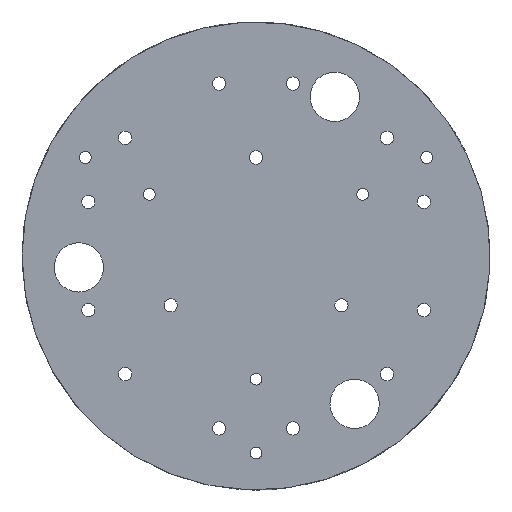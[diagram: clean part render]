
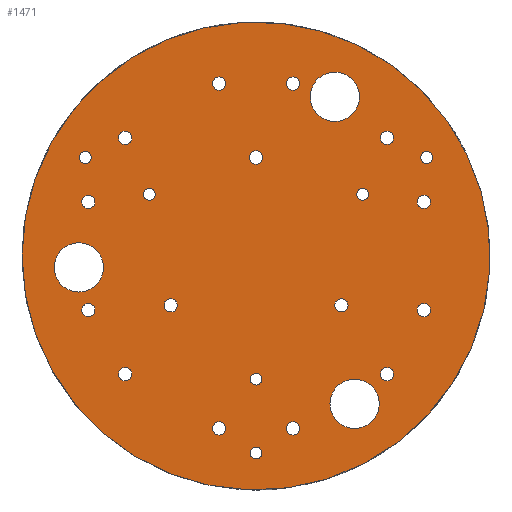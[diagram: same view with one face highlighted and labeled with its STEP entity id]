
A CAD part, front view. The second image highlights one B-rep face of the part: STEP entity #1471.
In plain terms, the highlighted planar face has unit normal (0, -1, 0).
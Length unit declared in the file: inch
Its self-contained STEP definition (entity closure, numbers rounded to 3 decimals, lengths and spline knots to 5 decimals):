
#236=PLANE($,#1646);
#288=FACE_BOUND($,#508,.T.);
#289=FACE_BOUND($,#509,.T.);
#290=FACE_BOUND($,#510,.T.);
#291=FACE_BOUND($,#511,.T.);
#292=FACE_BOUND($,#512,.T.);
#293=FACE_BOUND($,#513,.T.);
#294=FACE_BOUND($,#514,.T.);
#295=FACE_BOUND($,#515,.T.);
#296=FACE_BOUND($,#516,.T.);
#297=FACE_BOUND($,#517,.T.);
#298=FACE_BOUND($,#518,.T.);
#299=FACE_BOUND($,#519,.T.);
#300=FACE_BOUND($,#520,.T.);
#301=FACE_BOUND($,#521,.T.);
#302=FACE_BOUND($,#522,.T.);
#303=FACE_BOUND($,#523,.T.);
#304=FACE_BOUND($,#524,.T.);
#305=FACE_BOUND($,#525,.T.);
#306=FACE_BOUND($,#526,.T.);
#307=FACE_BOUND($,#527,.T.);
#308=FACE_BOUND($,#528,.T.);
#309=FACE_BOUND($,#529,.T.);
#310=FACE_BOUND($,#530,.T.);
#311=FACE_BOUND($,#531,.T.);
#312=FACE_BOUND($,#532,.T.);
#508=EDGE_LOOP($,(#1329));
#509=EDGE_LOOP($,(#1330));
#510=EDGE_LOOP($,(#1331));
#511=EDGE_LOOP($,(#1332));
#512=EDGE_LOOP($,(#1333));
#513=EDGE_LOOP($,(#1334));
#514=EDGE_LOOP($,(#1335));
#515=EDGE_LOOP($,(#1336));
#516=EDGE_LOOP($,(#1337));
#517=EDGE_LOOP($,(#1338));
#518=EDGE_LOOP($,(#1339));
#519=EDGE_LOOP($,(#1340));
#520=EDGE_LOOP($,(#1341));
#521=EDGE_LOOP($,(#1342));
#522=EDGE_LOOP($,(#1343));
#523=EDGE_LOOP($,(#1344));
#524=EDGE_LOOP($,(#1345));
#525=EDGE_LOOP($,(#1346));
#526=EDGE_LOOP($,(#1347));
#527=EDGE_LOOP($,(#1348));
#528=EDGE_LOOP($,(#1349));
#529=EDGE_LOOP($,(#1350));
#530=EDGE_LOOP($,(#1351));
#531=EDGE_LOOP($,(#1352));
#532=EDGE_LOOP($,(#1353));
#533=CIRCLE($,#1476,0.0675);
#535=CIRCLE($,#1479,0.0675);
#537=CIRCLE($,#1482,0.0675);
#539=CIRCLE($,#1485,0.0675);
#541=CIRCLE($,#1488,0.0675);
#543=CIRCLE($,#1491,0.0675);
#545=CIRCLE($,#1494,0.0675);
#547=CIRCLE($,#1497,0.0675);
#549=CIRCLE($,#1500,0.0675);
#551=CIRCLE($,#1503,0.0675);
#553=CIRCLE($,#1506,0.0675);
#555=CIRCLE($,#1509,0.0675);
#557=CIRCLE($,#1512,0.25);
#559=CIRCLE($,#1517,0.06);
#561=CIRCLE($,#1522,0.06);
#563=CIRCLE($,#1525,0.0675);
#565=CIRCLE($,#1528,0.25);
#567=CIRCLE($,#1533,0.06);
#569=CIRCLE($,#1538,0.06);
#571=CIRCLE($,#1541,0.0675);
#605=CIRCLE($,#1586,2.375);
#615=CIRCLE($,#1612,0.0675);
#616=CIRCLE($,#1614,0.25);
#617=CIRCLE($,#1616,0.06);
#619=CIRCLE($,#1619,0.06);
#630=VERTEX_POINT($,#2091);
#632=VERTEX_POINT($,#2096);
#634=VERTEX_POINT($,#2101);
#636=VERTEX_POINT($,#2106);
#638=VERTEX_POINT($,#2111);
#640=VERTEX_POINT($,#2116);
#642=VERTEX_POINT($,#2121);
#644=VERTEX_POINT($,#2126);
#646=VERTEX_POINT($,#2131);
#648=VERTEX_POINT($,#2136);
#650=VERTEX_POINT($,#2141);
#652=VERTEX_POINT($,#2146);
#654=VERTEX_POINT($,#2151);
#664=VERTEX_POINT($,#2174);
#674=VERTEX_POINT($,#2197);
#676=VERTEX_POINT($,#2202);
#678=VERTEX_POINT($,#2207);
#688=VERTEX_POINT($,#2230);
#698=VERTEX_POINT($,#2253);
#700=VERTEX_POINT($,#2258);
#734=VERTEX_POINT($,#2357);
#751=VERTEX_POINT($,#2420);
#752=VERTEX_POINT($,#2423);
#753=VERTEX_POINT($,#2426);
#755=VERTEX_POINT($,#2431);
#775=EDGE_CURVE($,#630,#630,#533,.T.);
#777=EDGE_CURVE($,#632,#632,#535,.T.);
#779=EDGE_CURVE($,#634,#634,#537,.T.);
#781=EDGE_CURVE($,#636,#636,#539,.T.);
#783=EDGE_CURVE($,#638,#638,#541,.T.);
#785=EDGE_CURVE($,#640,#640,#543,.T.);
#787=EDGE_CURVE($,#642,#642,#545,.T.);
#789=EDGE_CURVE($,#644,#644,#547,.T.);
#791=EDGE_CURVE($,#646,#646,#549,.T.);
#793=EDGE_CURVE($,#648,#648,#551,.T.);
#795=EDGE_CURVE($,#650,#650,#553,.T.);
#797=EDGE_CURVE($,#652,#652,#555,.T.);
#799=EDGE_CURVE($,#654,#654,#557,.T.);
#809=EDGE_CURVE($,#664,#664,#559,.T.);
#819=EDGE_CURVE($,#674,#674,#561,.T.);
#821=EDGE_CURVE($,#676,#676,#563,.T.);
#823=EDGE_CURVE($,#678,#678,#565,.T.);
#833=EDGE_CURVE($,#688,#688,#567,.T.);
#843=EDGE_CURVE($,#698,#698,#569,.T.);
#845=EDGE_CURVE($,#700,#700,#571,.T.);
#899=EDGE_CURVE($,#734,#734,#605,.T.);
#929=EDGE_CURVE($,#751,#751,#615,.T.);
#930=EDGE_CURVE($,#752,#752,#616,.T.);
#931=EDGE_CURVE($,#753,#753,#617,.T.);
#933=EDGE_CURVE($,#755,#755,#619,.T.);
#1329=ORIENTED_EDGE($,*,*,#775,.T.);
#1330=ORIENTED_EDGE($,*,*,#777,.T.);
#1331=ORIENTED_EDGE($,*,*,#779,.T.);
#1332=ORIENTED_EDGE($,*,*,#781,.T.);
#1333=ORIENTED_EDGE($,*,*,#783,.T.);
#1334=ORIENTED_EDGE($,*,*,#785,.T.);
#1335=ORIENTED_EDGE($,*,*,#787,.T.);
#1336=ORIENTED_EDGE($,*,*,#789,.T.);
#1337=ORIENTED_EDGE($,*,*,#791,.T.);
#1338=ORIENTED_EDGE($,*,*,#793,.T.);
#1339=ORIENTED_EDGE($,*,*,#795,.T.);
#1340=ORIENTED_EDGE($,*,*,#797,.T.);
#1341=ORIENTED_EDGE($,*,*,#799,.T.);
#1342=ORIENTED_EDGE($,*,*,#809,.T.);
#1343=ORIENTED_EDGE($,*,*,#819,.T.);
#1344=ORIENTED_EDGE($,*,*,#821,.T.);
#1345=ORIENTED_EDGE($,*,*,#823,.T.);
#1346=ORIENTED_EDGE($,*,*,#833,.T.);
#1347=ORIENTED_EDGE($,*,*,#843,.T.);
#1348=ORIENTED_EDGE($,*,*,#845,.T.);
#1349=ORIENTED_EDGE($,*,*,#929,.T.);
#1350=ORIENTED_EDGE($,*,*,#930,.T.);
#1351=ORIENTED_EDGE($,*,*,#931,.T.);
#1352=ORIENTED_EDGE($,*,*,#933,.T.);
#1353=ORIENTED_EDGE($,*,*,#899,.T.);
#1471=ADVANCED_FACE($,(#288,#289,#290,#291,#292,#293,#294,#295,#296,#297,
#298,#299,#300,#301,#302,#303,#304,#305,#306,#307,#308,#309,#310,#311,#312),
#236,.F.);
#1476=AXIS2_PLACEMENT_3D($,#2092,#1651,#1652);
#1479=AXIS2_PLACEMENT_3D($,#2097,#1657,#1658);
#1482=AXIS2_PLACEMENT_3D($,#2102,#1663,#1664);
#1485=AXIS2_PLACEMENT_3D($,#2107,#1669,#1670);
#1488=AXIS2_PLACEMENT_3D($,#2112,#1675,#1676);
#1491=AXIS2_PLACEMENT_3D($,#2117,#1681,#1682);
#1494=AXIS2_PLACEMENT_3D($,#2122,#1687,#1688);
#1497=AXIS2_PLACEMENT_3D($,#2127,#1693,#1694);
#1500=AXIS2_PLACEMENT_3D($,#2132,#1699,#1700);
#1503=AXIS2_PLACEMENT_3D($,#2137,#1705,#1706);
#1506=AXIS2_PLACEMENT_3D($,#2142,#1711,#1712);
#1509=AXIS2_PLACEMENT_3D($,#2147,#1717,#1718);
#1512=AXIS2_PLACEMENT_3D($,#2152,#1723,#1724);
#1517=AXIS2_PLACEMENT_3D($,#2175,#1741,#1742);
#1522=AXIS2_PLACEMENT_3D($,#2198,#1759,#1760);
#1525=AXIS2_PLACEMENT_3D($,#2203,#1765,#1766);
#1528=AXIS2_PLACEMENT_3D($,#2208,#1771,#1772);
#1533=AXIS2_PLACEMENT_3D($,#2231,#1789,#1790);
#1538=AXIS2_PLACEMENT_3D($,#2254,#1807,#1808);
#1541=AXIS2_PLACEMENT_3D($,#2259,#1813,#1814);
#1586=AXIS2_PLACEMENT_3D($,#2358,#1923,#1924);
#1612=AXIS2_PLACEMENT_3D($,#2421,#1995,#1996);
#1614=AXIS2_PLACEMENT_3D($,#2424,#1999,#2000);
#1616=AXIS2_PLACEMENT_3D($,#2427,#2003,#2004);
#1619=AXIS2_PLACEMENT_3D($,#2432,#2009,#2010);
#1646=AXIS2_PLACEMENT_3D($,#2502,#2087,#2088);
#1651=DIRECTION('center_axis',(0.,1.,0.));
#1652=DIRECTION('ref_axis',(-0.5,0.,-0.866));
#1657=DIRECTION('center_axis',(0.,1.,0.));
#1658=DIRECTION('ref_axis',(-0.5,0.,-0.866));
#1663=DIRECTION('center_axis',(0.,1.,0.));
#1664=DIRECTION('ref_axis',(0.5,0.,-0.866));
#1669=DIRECTION('center_axis',(0.,1.,0.));
#1670=DIRECTION('ref_axis',(0.5,0.,-0.866));
#1675=DIRECTION('center_axis',(0.,1.,0.));
#1676=DIRECTION('ref_axis',(1.,0.,0.));
#1681=DIRECTION('center_axis',(0.,1.,0.));
#1682=DIRECTION('ref_axis',(1.,0.,0.));
#1687=DIRECTION('center_axis',(0.,1.,0.));
#1688=DIRECTION('ref_axis',(0.5,0.,0.866));
#1693=DIRECTION('center_axis',(0.,1.,0.));
#1694=DIRECTION('ref_axis',(0.5,0.,0.866));
#1699=DIRECTION('center_axis',(0.,1.,0.));
#1700=DIRECTION('ref_axis',(-0.5,0.,0.866));
#1705=DIRECTION('center_axis',(0.,1.,0.));
#1706=DIRECTION('ref_axis',(-0.5,0.,0.866));
#1711=DIRECTION('center_axis',(0.,1.,0.));
#1712=DIRECTION('ref_axis',(-1.,0.,0.));
#1717=DIRECTION('center_axis',(0.,1.,0.));
#1718=DIRECTION('ref_axis',(-1.,0.,0.));
#1723=DIRECTION('center_axis',(0.,1.,0.));
#1724=DIRECTION('ref_axis',(0.5,0.,-0.866));
#1741=DIRECTION('center_axis',(0.,1.,0.));
#1742=DIRECTION('ref_axis',(0.5,0.,-0.866));
#1759=DIRECTION('center_axis',(0.,1.,0.));
#1760=DIRECTION('ref_axis',(0.5,0.,-0.866));
#1765=DIRECTION('center_axis',(0.,1.,0.));
#1766=DIRECTION('ref_axis',(0.5,0.,-0.866));
#1771=DIRECTION('center_axis',(0.,1.,0.));
#1772=DIRECTION('ref_axis',(0.5,0.,0.866));
#1789=DIRECTION('center_axis',(0.,1.,0.));
#1790=DIRECTION('ref_axis',(0.5,0.,0.866));
#1807=DIRECTION('center_axis',(0.,1.,0.));
#1808=DIRECTION('ref_axis',(0.5,0.,0.866));
#1813=DIRECTION('center_axis',(0.,1.,0.));
#1814=DIRECTION('ref_axis',(0.5,0.,0.866));
#1923=DIRECTION('center_axis',(0.,-1.,0.));
#1924=DIRECTION('ref_axis',(1.,0.,0.));
#1995=DIRECTION('center_axis',(0.,1.,0.));
#1996=DIRECTION('ref_axis',(-1.,0.,0.));
#1999=DIRECTION('center_axis',(0.,1.,0.));
#2000=DIRECTION('ref_axis',(-1.,0.,0.));
#2003=DIRECTION('center_axis',(0.,1.,0.));
#2004=DIRECTION('ref_axis',(-1.,0.,0.));
#2009=DIRECTION('center_axis',(0.,1.,0.));
#2010=DIRECTION('ref_axis',(-1.,0.,0.));
#2087=DIRECTION('center_axis',(0.,1.,0.));
#2088=DIRECTION('ref_axis',(0.,0.,1.));
#2091=CARTESIAN_POINT('',(-1.66929,0.,0.6087));
#2092=CARTESIAN_POINT('Origin',(-1.70304,0.,0.55024));
#2096=CARTESIAN_POINT('',(-1.29429,0.,1.25822));
#2097=CARTESIAN_POINT('Origin',(-1.32804,0.,1.19976));
#2101=CARTESIAN_POINT('',(-1.36179,0.,-1.1413));
#2102=CARTESIAN_POINT('Origin',(-1.32804,0.,-1.19976));
#2106=CARTESIAN_POINT('',(-1.73679,0.,-0.49178));
#2107=CARTESIAN_POINT('Origin',(-1.70304,0.,-0.55024));
#2111=CARTESIAN_POINT('',(0.3075,0.,-1.75));
#2112=CARTESIAN_POINT('Origin',(0.375,0.,-1.75));
#2116=CARTESIAN_POINT('',(-0.4425,0.,-1.75));
#2117=CARTESIAN_POINT('Origin',(-0.375,0.,-1.75));
#2121=CARTESIAN_POINT('',(1.66929,0.,-0.6087));
#2122=CARTESIAN_POINT('Origin',(1.70304,0.,-0.55024));
#2126=CARTESIAN_POINT('',(1.29429,0.,-1.25822));
#2127=CARTESIAN_POINT('Origin',(1.32804,0.,-1.19976));
#2131=CARTESIAN_POINT('',(1.36179,0.,1.1413));
#2132=CARTESIAN_POINT('Origin',(1.32804,0.,1.19976));
#2136=CARTESIAN_POINT('',(1.73679,0.,0.49178));
#2137=CARTESIAN_POINT('Origin',(1.70304,0.,0.55024));
#2141=CARTESIAN_POINT('',(-0.3075,0.,1.75));
#2142=CARTESIAN_POINT('Origin',(-0.375,0.,1.75));
#2146=CARTESIAN_POINT('',(0.4425,0.,1.75));
#2147=CARTESIAN_POINT('Origin',(0.375,0.,1.75));
#2151=CARTESIAN_POINT('',(0.67404,0.,1.83253));
#2152=CARTESIAN_POINT('Origin',(0.79904,0.,1.61603));
#2174=CARTESIAN_POINT('',(1.70205,0.,1.05196));
#2175=CARTESIAN_POINT('Origin',(1.73205,0.,1.));
#2197=CARTESIAN_POINT('',(1.05253,0.,0.67696));
#2198=CARTESIAN_POINT('Origin',(1.08253,0.,0.625));
#2202=CARTESIAN_POINT('',(-0.89978,0.,-0.44154));
#2203=CARTESIAN_POINT('Origin',(-0.86603,0.,-0.5));
#2207=CARTESIAN_POINT('',(-1.92404,0.,-0.33253));
#2208=CARTESIAN_POINT('Origin',(-1.79904,0.,-0.11603));
#2230=CARTESIAN_POINT('',(-1.76205,0.,0.94804));
#2231=CARTESIAN_POINT('Origin',(-1.73205,0.,1.));
#2253=CARTESIAN_POINT('',(-1.11253,0.,0.57304));
#2254=CARTESIAN_POINT('Origin',(-1.08253,0.,0.625));
#2258=CARTESIAN_POINT('',(0.83228,0.,-0.55846));
#2259=CARTESIAN_POINT('Origin',(0.86603,0.,-0.5));
#2357=CARTESIAN_POINT('',(-2.375,0.,0.));
#2358=CARTESIAN_POINT('Origin',(0.,0.,0.));
#2420=CARTESIAN_POINT('',(0.0675,0.,1.));
#2421=CARTESIAN_POINT('Origin',(0.,0.,1.));
#2423=CARTESIAN_POINT('',(1.25,0.,-1.5));
#2424=CARTESIAN_POINT('Origin',(1.,0.,-1.5));
#2426=CARTESIAN_POINT('',(0.06,0.,-2.));
#2427=CARTESIAN_POINT('Origin',(0.,0.,-2.));
#2431=CARTESIAN_POINT('',(0.06,0.,-1.25));
#2432=CARTESIAN_POINT('Origin',(0.,0.,-1.25));
#2502=CARTESIAN_POINT('Origin',(0.,0.,0.));
